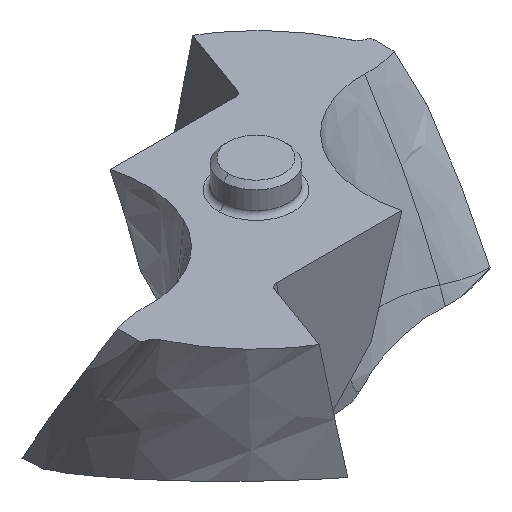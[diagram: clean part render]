
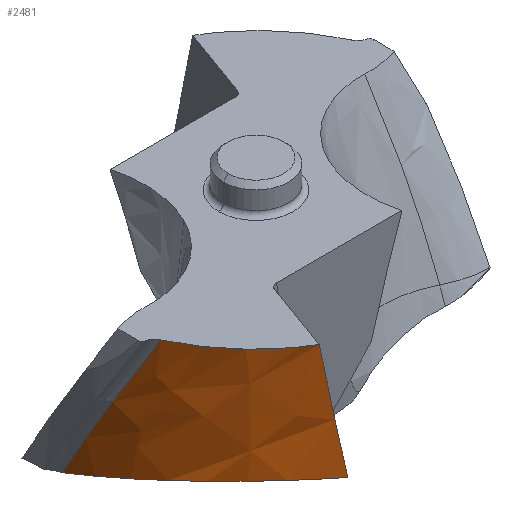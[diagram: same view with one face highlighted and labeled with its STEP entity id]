
A CAD part, isometric view. The second image highlights one B-rep face of the part: STEP entity #2481.
In plain terms, the highlighted free-form (B-spline) face has degree [3, 3] with [7, 5] control points.
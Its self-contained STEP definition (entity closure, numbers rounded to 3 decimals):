
#208=CARTESIAN_POINT('',(-5.398,-2.501,
0.));
#209=CARTESIAN_POINT('',(-5.109,-3.117,
0.));
#210=CARTESIAN_POINT('',(-4.433,-4.075,
0.));
#211=CARTESIAN_POINT('',(-3.515,-4.788,
0.));
#212=CARTESIAN_POINT('',(-3.108,-5.031,
0.));
#222=CARTESIAN_POINT('',(-5.398,-2.501,
0.));
#909=CARTESIAN_POINT('',(-2.529,-5.32,
-3.647));
#910=CARTESIAN_POINT('',(-2.552,-5.301,
-3.49));
#911=CARTESIAN_POINT('',(-2.599,-5.264,
-3.165));
#912=CARTESIAN_POINT('',(-2.677,-5.212,
-2.648));
#913=CARTESIAN_POINT('',(-2.765,-5.163,
-2.086));
#914=CARTESIAN_POINT('',(-2.864,-5.118,
-1.468));
#915=CARTESIAN_POINT('',(-2.977,-5.075,
-0.783));
#916=CARTESIAN_POINT('',(-3.063,-5.046,
-0.27));
#917=CARTESIAN_POINT('',(-3.108,-5.031,
0.));
#922=CARTESIAN_POINT('',(-5.952,-0.054,
-4.441));
#923=CARTESIAN_POINT('',(-5.951,-0.152,
-4.404));
#924=CARTESIAN_POINT('',(-5.945,-0.346,
-4.331));
#925=CARTESIAN_POINT('',(-5.921,-0.635,
-4.228));
#926=CARTESIAN_POINT('',(-5.883,-0.919,
-4.131));
#927=CARTESIAN_POINT('',(-5.832,-1.199,
-4.042));
#928=CARTESIAN_POINT('',(-5.768,-1.474,
-3.958));
#929=CARTESIAN_POINT('',(-5.691,-1.743,
-3.882));
#930=CARTESIAN_POINT('',(-5.603,-2.005,
-3.813));
#931=CARTESIAN_POINT('',(-5.503,-2.261,
-3.75));
#932=CARTESIAN_POINT('',(-5.391,-2.509,
-3.694));
#933=CARTESIAN_POINT('',(-5.269,-2.751,
-3.645));
#934=CARTESIAN_POINT('',(-5.136,-2.987,
-3.603));
#935=CARTESIAN_POINT('',(-4.992,-3.215,
-3.566));
#936=CARTESIAN_POINT('',(-4.838,-3.437,
-3.537));
#937=CARTESIAN_POINT('',(-4.674,-3.651,
-3.513));
#938=CARTESIAN_POINT('',(-4.501,-3.857,
-3.497));
#939=CARTESIAN_POINT('',(-4.318,-4.054,
-3.487));
#940=CARTESIAN_POINT('',(-4.127,-4.244,
-3.483));
#941=CARTESIAN_POINT('',(-3.926,-4.424,
-3.486));
#942=CARTESIAN_POINT('',(-3.715,-4.597,
-3.496));
#943=CARTESIAN_POINT('',(-3.495,-4.761,
-3.512));
#944=CARTESIAN_POINT('',(-3.266,-4.916,
-3.536));
#945=CARTESIAN_POINT('',(-3.029,-5.062,
-3.566));
#946=CARTESIAN_POINT('',(-2.784,-5.197,
-3.602));
#947=CARTESIAN_POINT('',(-2.615,-5.281,
-3.632));
#948=CARTESIAN_POINT('',(-2.529,-5.32,
-3.647));
#953=CARTESIAN_POINT('',(-5.398,-2.501,
0.));
#954=CARTESIAN_POINT('',(-5.549,-2.172,
-0.613));
#955=CARTESIAN_POINT('',(-5.841,-1.359,
-2.094));
#956=CARTESIAN_POINT('',(-5.95,-0.53,
-3.574));
#957=CARTESIAN_POINT('',(-5.952,-0.054,
-4.441));
#1359=VERTEX_POINT('',#222);
#1360=VERTEX_POINT('',#212);
#1399=CARTESIAN_POINT('',(-2.529,-5.32,
-3.647));
#1400=VERTEX_POINT('',#1399);
#1401=VERTEX_POINT('',#922);
#2438=CARTESIAN_POINT('',(-2.775,-5.259,
-4.486));
#2439=CARTESIAN_POINT('',(-2.417,-5.373,
-3.604));
#2440=CARTESIAN_POINT('',(-1.695,-5.587,
-2.094));
#2441=CARTESIAN_POINT('',(-0.783,-5.784,
-0.585));
#2442=CARTESIAN_POINT('',(-0.373,-5.857,
0.042));
#2443=CARTESIAN_POINT('',(-2.834,-5.228,
-4.486));
#2444=CARTESIAN_POINT('',(-2.477,-5.348,
-3.604));
#2445=CARTESIAN_POINT('',(-1.757,-5.571,
-2.094));
#2446=CARTESIAN_POINT('',(-0.847,-5.777,
-0.585));
#2447=CARTESIAN_POINT('',(-0.437,-5.854,
0.042));
#2448=CARTESIAN_POINT('',(-3.499,-4.865,
-4.486));
#2449=CARTESIAN_POINT('',(-3.158,-5.046,
-3.604));
#2450=CARTESIAN_POINT('',(-2.464,-5.375,
-2.094));
#2451=CARTESIAN_POINT('',(-1.581,-5.687,
-0.585));
#2452=CARTESIAN_POINT('',(-1.182,-5.808,
0.042));
#2453=CARTESIAN_POINT('',(-4.633,-3.925,
-4.486));
#2454=CARTESIAN_POINT('',(-4.344,-4.219,
-3.604));
#2455=CARTESIAN_POINT('',(-3.74,-4.739,
-2.094));
#2456=CARTESIAN_POINT('',(-2.947,-5.243,
-0.585));
#2457=CARTESIAN_POINT('',(-2.585,-5.444,
0.042));
#2458=CARTESIAN_POINT('',(-5.708,-2.086,
-4.486));
#2459=CARTESIAN_POINT('',(-5.546,-2.506,
-3.604));
#2460=CARTESIAN_POINT('',(-5.16,-3.244,
-2.094));
#2461=CARTESIAN_POINT('',(-4.582,-3.964,
-0.585));
#2462=CARTESIAN_POINT('',(-4.311,-4.254,
0.042));
#2463=CARTESIAN_POINT('',(-5.956,-0.68,
-4.486));
#2464=CARTESIAN_POINT('',(-5.903,-1.151,
-3.604));
#2465=CARTESIAN_POINT('',(-5.703,-1.973,
-2.094));
#2466=CARTESIAN_POINT('',(-5.313,-2.778,
-0.585));
#2467=CARTESIAN_POINT('',(-5.12,-3.104,
0.042));
#2468=CARTESIAN_POINT('',(-5.952,0.033,
-4.486));
#2469=CARTESIAN_POINT('',(-5.958,-0.452,
-3.604));
#2470=CARTESIAN_POINT('',(-5.857,-1.3,
-2.094));
#2471=CARTESIAN_POINT('',(-5.566,-2.131,
-0.585));
#2472=CARTESIAN_POINT('',(-5.414,-2.467,
0.042));
#2473=B_SPLINE_SURFACE_WITH_KNOTS('',3,3,((#2438,#2439,#2440,#2441,#2442),
(#2443,#2444,#2445,#2446,#2447),(#2448,#2449,#2450,#2451,#2452),(#2453,#2454,
#2455,#2456,#2457),(#2458,#2459,#2460,#2461,#2462),(#2463,#2464,#2465,#2466,
#2467),(#2468,#2469,#2470,#2471,#2472)),.UNSPECIFIED.,.F.,.F.,.F.,(4,1,1,1,4),
(4,1,4),(0.,0.03,0.347,
0.664,0.99),(0.,0.585,
1.),.UNSPECIFIED.);
#2475=ORIENTED_EDGE('',*,*,#2474,.F.);
#2476=ORIENTED_EDGE('',*,*,#1861,.F.);
#2477=ORIENTED_EDGE('',*,*,#2433,.F.);
#2478=ORIENTED_EDGE('',*,*,#1605,.T.);
#2479=EDGE_LOOP('',(#2475,#2476,#2477,#2478));
#2480=FACE_OUTER_BOUND('',#2479,.F.);
#213=B_SPLINE_CURVE_WITH_KNOTS('',3,(#208,#209,#210,#211,#212),.UNSPECIFIED.,
.F.,.F.,(4,1,4),(0.,0.59,1.),.UNSPECIFIED.);
#918=B_SPLINE_CURVE_WITH_KNOTS('',3,(#909,#910,#911,#912,#913,#914,#915,#916,
#917),.UNSPECIFIED.,.F.,.F.,(4,1,1,1,1,1,4),(0.,0.167,
0.333,0.5,0.667,0.833,1.),
.UNSPECIFIED.);
#949=B_SPLINE_CURVE_WITH_KNOTS('',3,(#922,#923,#924,#925,#926,#927,#928,#929,
#930,#931,#932,#933,#934,#935,#936,#937,#938,#939,#940,#941,#942,#943,#944,#945,
#946,#947,#948),.UNSPECIFIED.,.F.,.F.,(4,1,1,1,1,1,1,1,1,1,1,1,1,1,1,1,1,1,1,1,
1,1,1,1,4),(0.,0.042,0.083,0.125,0.167,
0.208,0.25,0.292,0.333,0.375,
0.417,0.458,0.5,0.542,0.583,
0.625,0.667,0.708,0.75,0.792,
0.833,0.875,0.917,0.958,1.),
.UNSPECIFIED.);
#958=B_SPLINE_CURVE_WITH_KNOTS('',3,(#953,#954,#955,#956,#957),.UNSPECIFIED.,
.F.,.F.,(4,1,4),(0.,0.414,1.),.UNSPECIFIED.);
#1605=EDGE_CURVE('',#1359,#1360,#213,.T.);
#1861=EDGE_CURVE('',#1401,#1400,#949,.T.);
#2433=EDGE_CURVE('',#1359,#1401,#958,.T.);
#2474=EDGE_CURVE('',#1400,#1360,#918,.T.);
#2481=ADVANCED_FACE('',(#2480),#2473,.F.);
